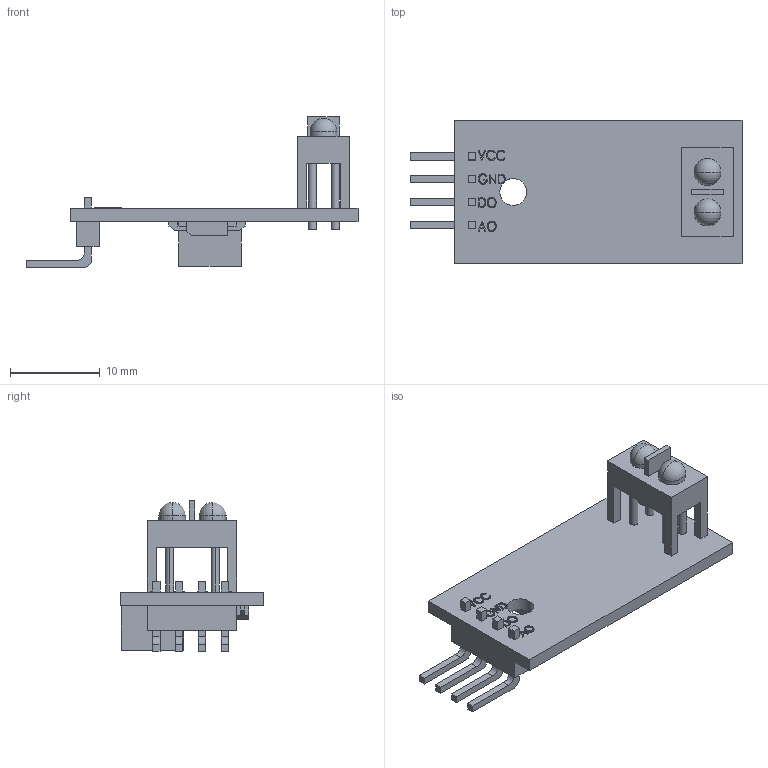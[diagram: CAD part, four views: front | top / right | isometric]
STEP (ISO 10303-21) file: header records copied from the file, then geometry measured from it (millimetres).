
FILE_DESCRIPTION (( 'STEP AP203' ), '1' );
FILE_NAME ('Arduino_HM_proximity_sensor.STEP', '2020-02-07T09:27:43', ( 'User' ), ( 'Computer' ), 'SwSTEP 2.0', 'SolidWorks 2011', '' );
FILE_SCHEMA (( 'CONFIG_CONTROL_DESIGN' ));
Length unit declared in the file: millimetre
Products named in the file (1): Arduino_HM_proximity_sensor
Bounding box: 37.02 x 16 x 16.8 mm (x, y, z)
Volume: 1367.6 mm3; surface area: 1970.3 mm2
Topology: 1 solids, 1 shells, 397 faces, 1066 edges, 704 vertices
Faces by surface type: plane 267, bspline 94, cylinder 32, sphere 4
Entity records: 17937 total; most frequent: CARTESIAN_POINT 8472, ORIENTED_EDGE 2116, DIRECTION 1554, EDGE_CURVE 1058, LINE 790, VECTOR 790, VERTEX_POINT 700, EDGE_LOOP 466
